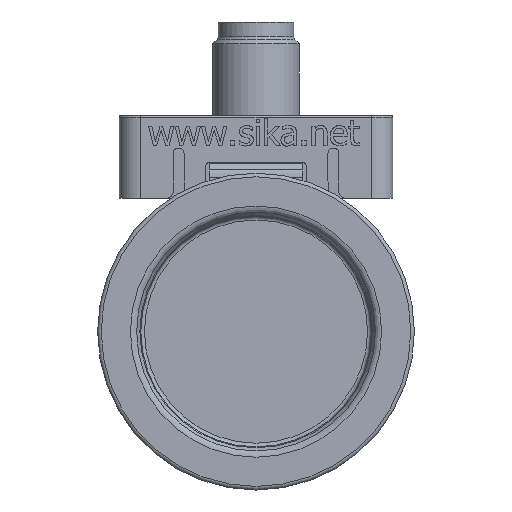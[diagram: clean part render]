
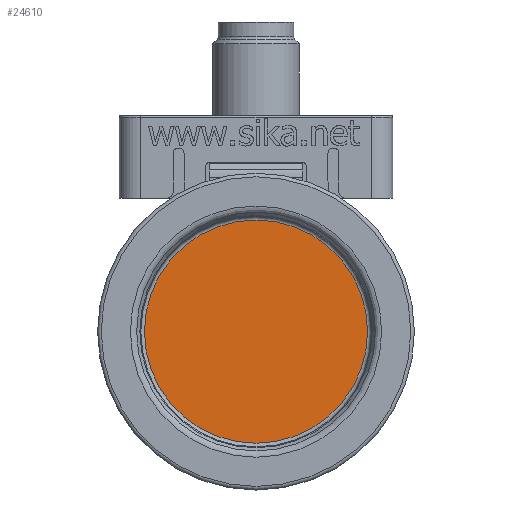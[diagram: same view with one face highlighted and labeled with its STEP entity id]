
A CAD part, left-side view. The second image highlights one B-rep face of the part: STEP entity #24610.
In plain terms, the highlighted planar face has unit normal (-1, 0, 0).
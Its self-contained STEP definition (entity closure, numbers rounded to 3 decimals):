
#5077=PLANE('',#26210);
#5926=FACE_OUTER_BOUND('',#7380,.T.);
#7380=EDGE_LOOP('',(#17335,#17336));
#8950=CIRCLE('',#26211,15.5);
#8951=CIRCLE('',#26212,15.5);
#10602=VERTEX_POINT('',#36865);
#10603=VERTEX_POINT('',#36866);
#13196=EDGE_CURVE('',#10602,#10603,#8950,.T.);
#13197=EDGE_CURVE('',#10603,#10602,#8951,.T.);
#17335=ORIENTED_EDGE('',*,*,#13196,.F.);
#17336=ORIENTED_EDGE('',*,*,#13197,.F.);
#24610=ADVANCED_FACE('',(#5926),#5077,.T.);
#26210=AXIS2_PLACEMENT_3D('',#36864,#28410,#28411);
#26211=AXIS2_PLACEMENT_3D('',#36867,#28412,#28413);
#26212=AXIS2_PLACEMENT_3D('',#36868,#28414,#28415);
#28410=DIRECTION('center_axis',(-1.,0.,0.));
#28411=DIRECTION('ref_axis',(0.,0.,-1.));
#28412=DIRECTION('center_axis',(1.,0.,0.));
#28413=DIRECTION('ref_axis',(0.,1.,0.));
#28414=DIRECTION('center_axis',(1.,0.,0.));
#28415=DIRECTION('ref_axis',(0.,1.,0.));
#36864=CARTESIAN_POINT('Origin',(-36.75,-12.75,0.));
#36865=CARTESIAN_POINT('',(-36.75,-15.5,0.));
#36866=CARTESIAN_POINT('',(-36.75,0.,-15.5));
#36867=CARTESIAN_POINT('Origin',(-36.75,0.,0.));
#36868=CARTESIAN_POINT('Origin',(-36.75,0.,0.));
